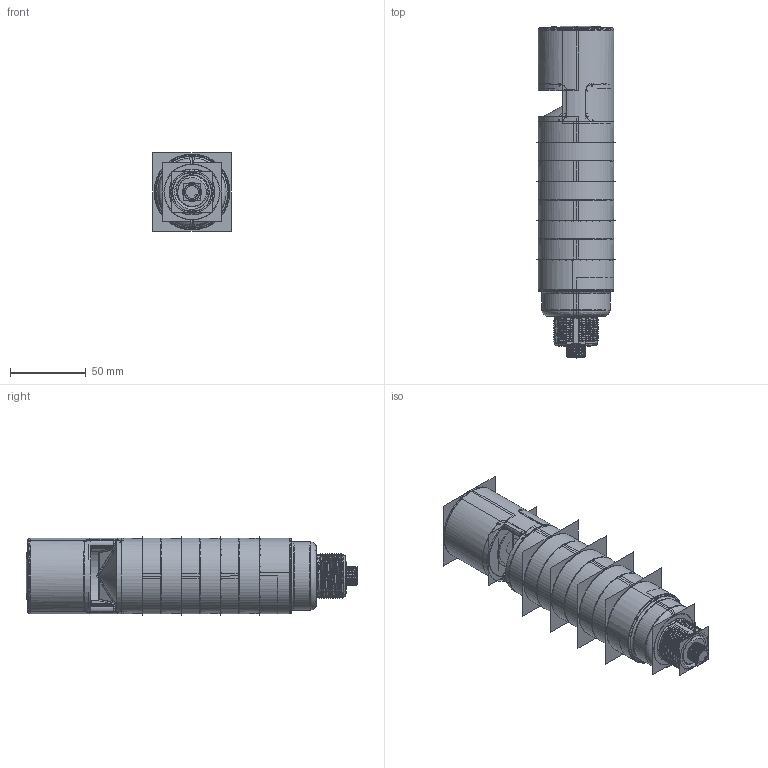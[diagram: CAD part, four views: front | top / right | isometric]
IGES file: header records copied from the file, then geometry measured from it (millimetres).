
Start section:  PTC IGES file: 169569_sm01.igs
Global section: file name: 169569_sm01.igs; native system: Creo Parametric by PTC Inc.; preprocessor: 2019292; author: PDMAdmin; organization: Unknown; date: 20220613.103727; units: millimetre
Bounding box: 52 x 219.19 x 52.06 mm (x, y, z)
Volume: 351467 mm3; surface area: 197388.2 mm2
Topology: 2 solids, 2 shells, 848 faces, 4182 edges, 5236 vertices
Faces by surface type: bspline 438, revolution 410
